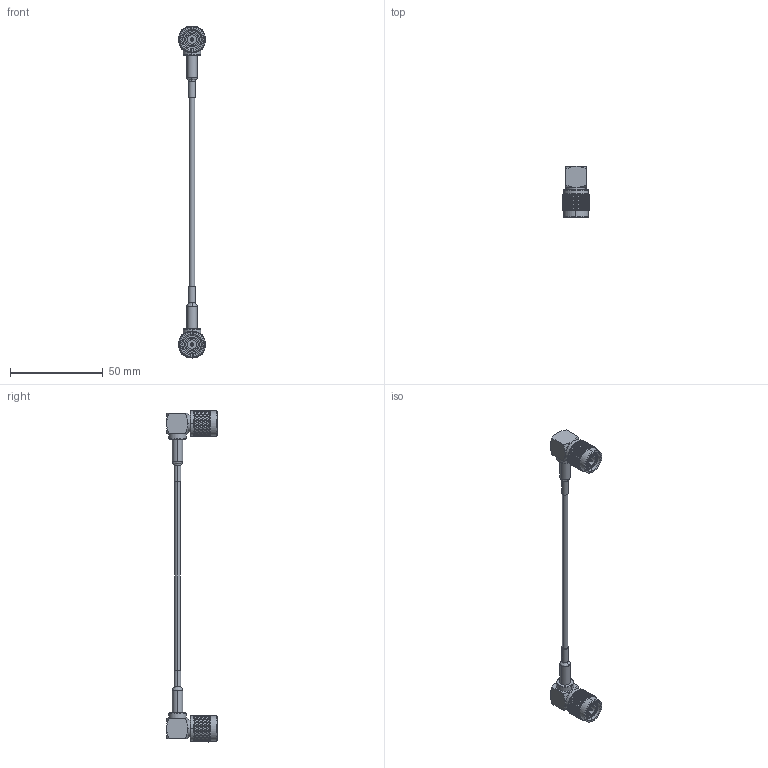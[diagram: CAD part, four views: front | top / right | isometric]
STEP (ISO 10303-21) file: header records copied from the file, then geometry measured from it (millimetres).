
FILE_DESCRIPTION (( 'STEP AP203' ), '1' );
FILE_NAME ('PE37362-HS.step', '2020-09-09T16:43:42', ( '' ), ( '' ), 'SwSTEP 2.0', 'SolidWorks 2018', '' );
FILE_SCHEMA (( 'CONFIG_CONTROL_DESIGN' ));
Products named in the file (3): RG316-DS^PE37362-HS_RG-316DS; PE45174^PE37362-HS_Heat Shrink; PE37362-HS
Assembly tree (3 placements, depth 2):
  PE37362-HS
    RG316-DS^PE37362-HS_RG-316DS
    PE45174^PE37362-HS_Heat Shrink  x2
Bounding box: 14.5 x 27.3 x 178.68 mm (x, y, z)
Volume: 8238.3 mm3; surface area: 6800.1 mm2
Topology: 3 solids, 3 shells, 4776 faces, 10162 edges, 5410 vertices
Faces by surface type: bspline 3610, cylinder 1020, plane 82, cone 64
Entity records: 91946 total; most frequent: CARTESIAN_POINT 60597, ORIENTED_EDGE 10168, EDGE_CURVE 5084, VERTEX_POINT 2707, EDGE_LOOP 2399, FACE_OUTER_BOUND 2390, ADVANCED_FACE 2390, B_SPLINE_CURVE_WITH_KNOTS 2190
